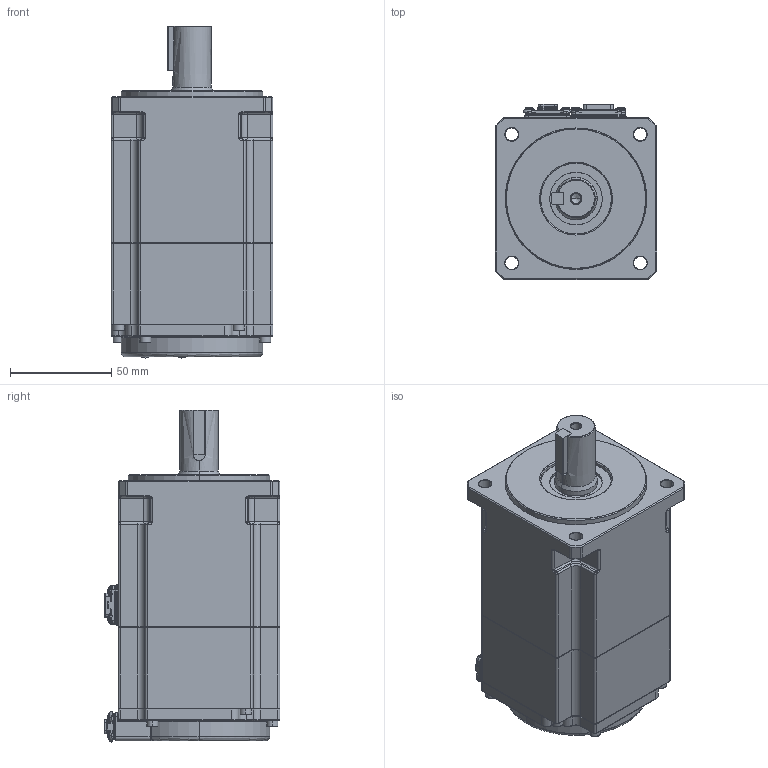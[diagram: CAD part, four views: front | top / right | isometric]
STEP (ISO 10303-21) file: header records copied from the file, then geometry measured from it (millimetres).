
FILE_DESCRIPTION(('FreeCAD Model'),'2;1');
FILE_NAME('Open CASCADE Shape Model','2025-04-25T19:21:34',('FreeCAD'),( 'FreeCAD'),'Open CASCADE STEP processor 7.6','FreeCAD','Unknown');
FILE_SCHEMA(('AUTOMOTIVE_DESIGN { 1 0 10303 214 1 1 1 1 }'));
Products named in the file (1): Open CASCADE STEP translator 7.6 1
Bounding box: 80 x 87 x 164.35 mm (x, y, z)
Surface area: 87157.3 mm2 (no closed solid volume)
Topology: 0 solids, 1545 shells, 1545 faces, 12738 edges, 12628 vertices
Faces by surface type: revolution 801, bspline 744
Entity records: 129637 total; most frequent: CARTESIAN_POINT 52810, ORIENTED_EDGE 12628, EDGE_CURVE 12628, VERTEX_POINT 12628, DIRECTION 9542, B_SPLINE_CURVE_WITH_KNOTS 6831, LINE 3763, VECTOR 3763
